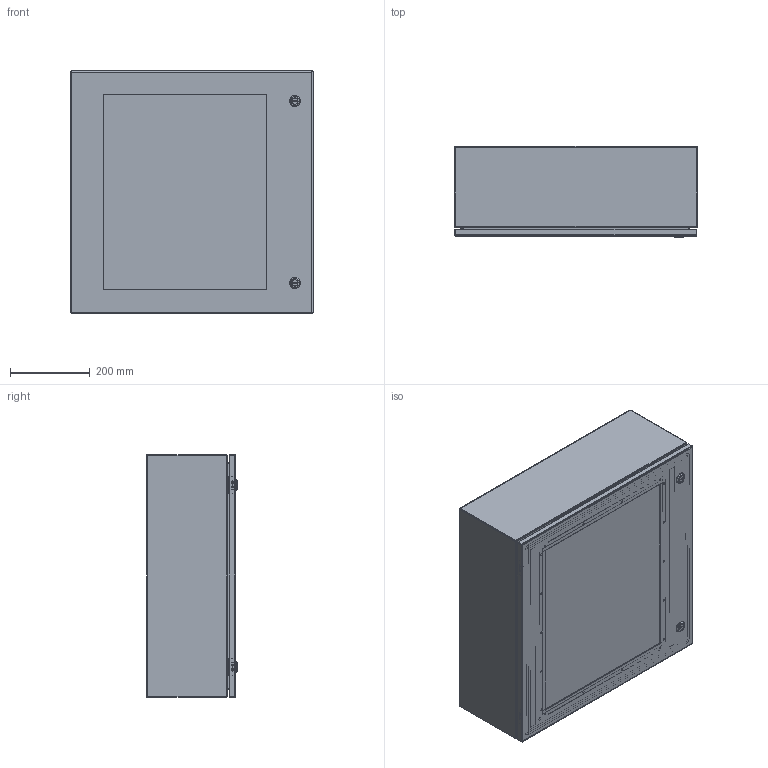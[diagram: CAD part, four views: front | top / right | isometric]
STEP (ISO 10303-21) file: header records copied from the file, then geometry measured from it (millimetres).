
FILE_DESCRIPTION (( 'STEP AP203' ), '1' );
FILE_NAME ('EN4SD24248WSS_Default.step', '2019-11-14T20:56:36', ( '' ), ( '' ), 'SwSTEP 2.0', 'SolidWorks 2019', '' );
FILE_SCHEMA (( 'CONFIG_CONTROL_DESIGN' ));
Length unit declared in the file: inch
Products named in the file (1): EN4SD24248WSS_Default
Bounding box: 609.6 x 228.52 x 609.6 mm (x, y, z)
Volume: 3782804.4 mm3; surface area: 3156160.7 mm2
Topology: 76 solids, 77 shells, 1569 faces, 3432 edges, 2064 vertices
Faces by surface type: plane 819, cylinder 466, cone 164, bspline 92, torus 28
Entity records: 46505 total; most frequent: CARTESIAN_POINT 12306, DIRECTION 7228, ORIENTED_EDGE 6840, EDGE_CURVE 3420, AXIS2_PLACEMENT_3D 2734, VERTEX_POINT 2064, LINE 1760, VECTOR 1760
